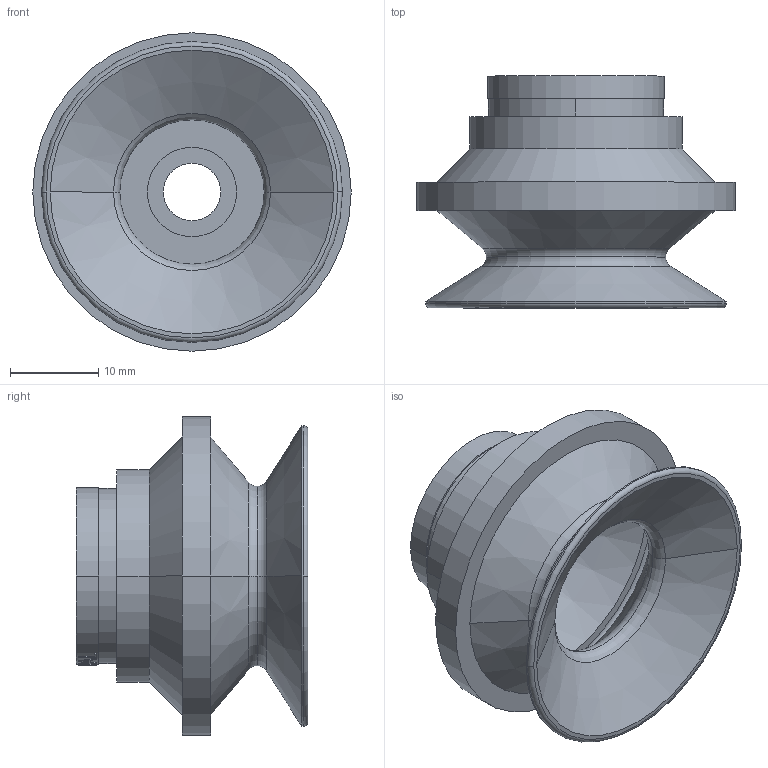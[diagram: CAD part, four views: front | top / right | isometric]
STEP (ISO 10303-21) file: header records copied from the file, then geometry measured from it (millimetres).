
FILE_DESCRIPTION(('STEP AP214'),'1');
FILE_NAME('COVAL_VSAB30NBR.stp','2017-12-27T18:40:09',('TraceParts'),('TraceParts S.A.'),'Spatial InterOp 3D',' ',' ');
FILE_SCHEMA(('automotive_design'));
Length unit declared in the file: millimetre
Products named in the file (1): COVAL_VSAB30NBR
Bounding box: 36 x 26.2 x 36 mm (x, y, z)
Volume: 5518.4 mm3; surface area: 7412.9 mm2
Topology: 2 solids, 2 shells, 115 faces, 259 edges, 164 vertices
Faces by surface type: bspline 29, cylinder 27, plane 27, torus 20, cone 12
Entity records: 7828 total; most frequent: CARTESIAN_POINT 4461, ORIENTED_EDGE 518, DIRECTION 458, EDGE_CURVE 259, AXIS2_PLACEMENT_3D 207, VERTEX_POINT 164, EDGE_LOOP 135, CIRCLE 120
